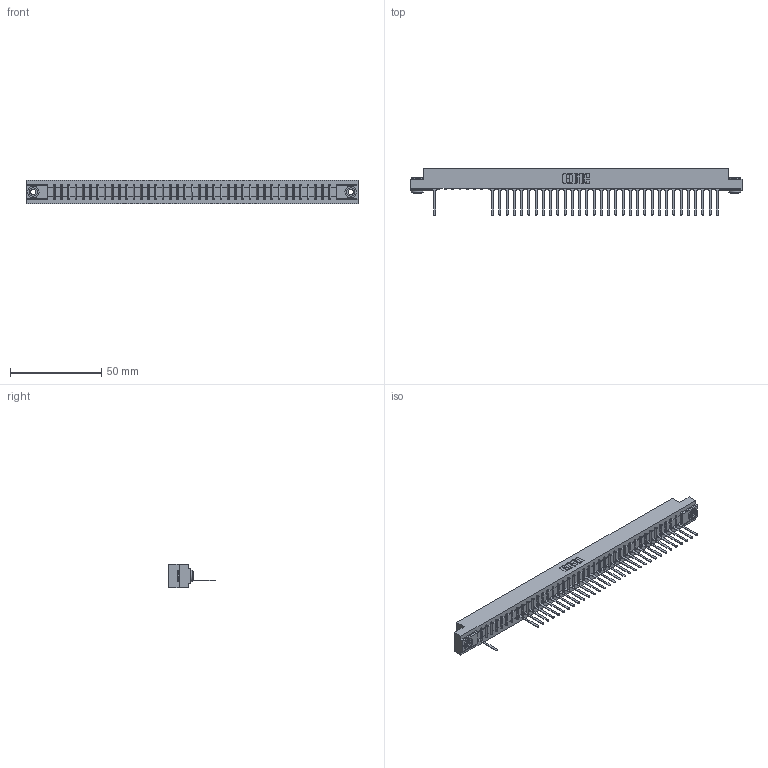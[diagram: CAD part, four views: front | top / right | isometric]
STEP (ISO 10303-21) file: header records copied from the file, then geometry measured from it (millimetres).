
FILE_DESCRIPTION (( 'STEP AP203' ), '1' );
FILE_NAME ('307-040-547-103.STEP', '2018-08-05T13:49:31', ( '' ), ( '' ), 'SwSTEP 2.0', 'SolidWorks 2016', '' );
FILE_SCHEMA (( 'CONFIG_CONTROL_DESIGN' ));
Length unit declared in the file: inch
Products named in the file (4): 345-250-002_345-250-002-102; 307-040-547-103; 307 Part_.156 Dia Mounting Holes; 307-290-001_547
Assembly tree (36 placements, depth 2):
  307-040-547-103
    307 Part_.156 Dia Mounting Holes
    307-290-001_547  x33
    345-250-002_345-250-002-102  x2
Bounding box: 181.51 x 25.43 x 12.7 mm (x, y, z)
Volume: 18807.4 mm3; surface area: 19956.4 mm2
Topology: 36 solids, 36 shells, 2199 faces, 6229 edges, 3994 vertices
Faces by surface type: plane 1399, cylinder 710, sphere 82, cone 8
Entity records: 35347 total; most frequent: CARTESIAN_POINT 5962, ORIENTED_EDGE 5946, DIRECTION 5807, EDGE_CURVE 2973, LINE 2273, VECTOR 2273, VERTEX_POINT 1922, AXIS2_PLACEMENT_3D 1767
